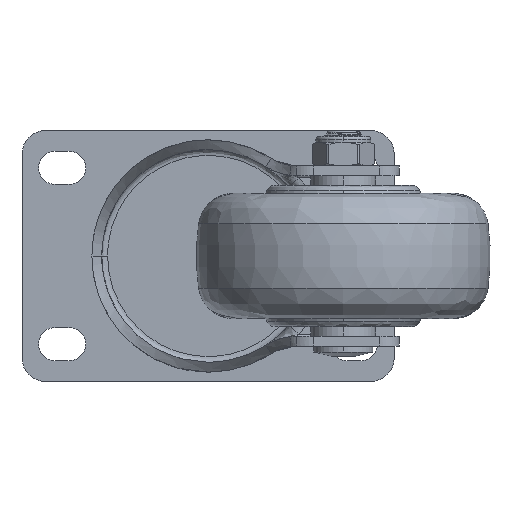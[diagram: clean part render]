
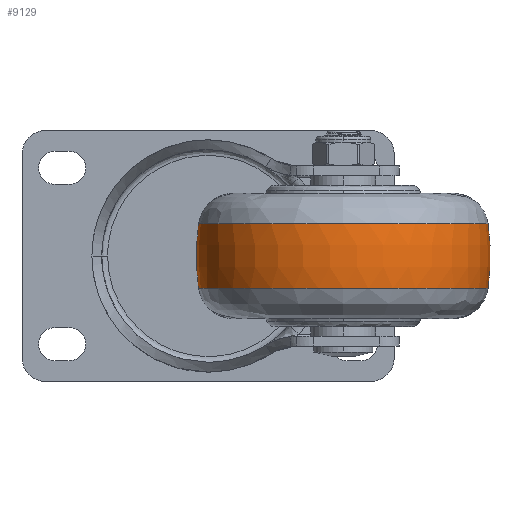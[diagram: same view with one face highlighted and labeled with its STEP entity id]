
A CAD part, front view. The second image highlights one B-rep face of the part: STEP entity #9129.
In plain terms, the highlighted toroidal (fillet/blend) face has major radius 22.5 mm and minor radius 60 mm.
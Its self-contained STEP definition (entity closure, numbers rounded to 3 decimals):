
#168 = AXIS2_PLACEMENT_3D ( 'NONE', #4883, #6160, #12135 ) ;
#402 = DIRECTION ( 'NONE',  ( 1., 0., 0. ) ) ;
#410 = EDGE_CURVE ( 'NONE', #9231, #7310, #516, .T. ) ;
#516 = CIRCLE ( 'NONE', #11092, 60. ) ;
#1537 = AXIS2_PLACEMENT_3D ( 'NONE', #7397, #402, #9872 ) ;
#1674 = VERTEX_POINT ( 'NONE', #8795 ) ;
#1879 = ORIENTED_EDGE ( 'NONE', *, *, #6870, .T. ) ;
#1882 = DIRECTION ( 'NONE',  ( 1., 0., 0. ) ) ;
#1956 = CARTESIAN_POINT ( 'NONE',  ( 8.235, 0., 0. ) ) ;
#2121 = CIRCLE ( 'NONE', #11839, 36.932 ) ;
#2829 = CIRCLE ( 'NONE', #168, 60. ) ;
#3068 = DIRECTION ( 'NONE',  ( 0., 1., 0. ) ) ;
#3494 = ORIENTED_EDGE ( 'NONE', *, *, #13319, .T. ) ;
#4304 = EDGE_LOOP ( 'NONE', ( #8888, #3494, #10388, #1879 ) ) ;
#4883 = CARTESIAN_POINT ( 'NONE',  ( 0., -22.5, 0. ) ) ;
#5134 = CARTESIAN_POINT ( 'NONE',  ( 0., 22.5, 0. ) ) ;
#5147 = CARTESIAN_POINT ( 'NONE',  ( 8.235, 36.932, 0. ) ) ;
#6160 = DIRECTION ( 'NONE',  ( 0., 0., -1. ) ) ;
#6699 = DIRECTION ( 'NONE',  ( 0., -0.998, 0.063 ) ) ;
#6870 = EDGE_CURVE ( 'NONE', #9473, #7310, #2121, .T. ) ;
#7310 = VERTEX_POINT ( 'NONE', #14564 ) ;
#7397 = CARTESIAN_POINT ( 'NONE',  ( -8.235, 0., 0. ) ) ;
#7797 = AXIS2_PLACEMENT_3D ( 'NONE', #12441, #1882, #3068 ) ;
#8795 = CARTESIAN_POINT ( 'NONE',  ( -8.235, 36.932, 0. ) ) ;
#8836 = DIRECTION ( 'NONE',  ( 0., -1., 0. ) ) ;
#8888 = ORIENTED_EDGE ( 'NONE', *, *, #410, .F. ) ;
#9129 = ADVANCED_FACE ( 'NONE', ( #12689 ), #13260, .T. ) ;
#9231 = VERTEX_POINT ( 'NONE', #12923 ) ;
#9473 = VERTEX_POINT ( 'NONE', #5147 ) ;
#9872 = DIRECTION ( 'NONE',  ( 0., -0.998, 0.063 ) ) ;
#10388 = ORIENTED_EDGE ( 'NONE', *, *, #14974, .T. ) ;
#11092 = AXIS2_PLACEMENT_3D ( 'NONE', #5134, #13383, #8836 ) ;
#11839 = AXIS2_PLACEMENT_3D ( 'NONE', #1956, #13864, #6699 ) ;
#12135 = DIRECTION ( 'NONE',  ( -1., 0., 0. ) ) ;
#12441 = CARTESIAN_POINT ( 'NONE',  ( 0., 0., 0. ) ) ;
#12678 = CIRCLE ( 'NONE', #1537, 36.932 ) ;
#12689 = FACE_OUTER_BOUND ( 'NONE', #4304, .T. ) ;
#12923 = CARTESIAN_POINT ( 'NONE',  ( -8.235, -36.932, 0. ) ) ;
#13260 = TOROIDAL_SURFACE ( 'NONE', #7797, -22.5, 60. ) ;
#13319 = EDGE_CURVE ( 'NONE', #9231, #1674, #12678, .T. ) ;
#13383 = DIRECTION ( 'NONE',  ( 0., 0., 1. ) ) ;
#13864 = DIRECTION ( 'NONE',  ( -1., 0., 0. ) ) ;
#14564 = CARTESIAN_POINT ( 'NONE',  ( 8.235, -36.932, 0. ) ) ;
#14974 = EDGE_CURVE ( 'NONE', #1674, #9473, #2829, .T. ) ;
